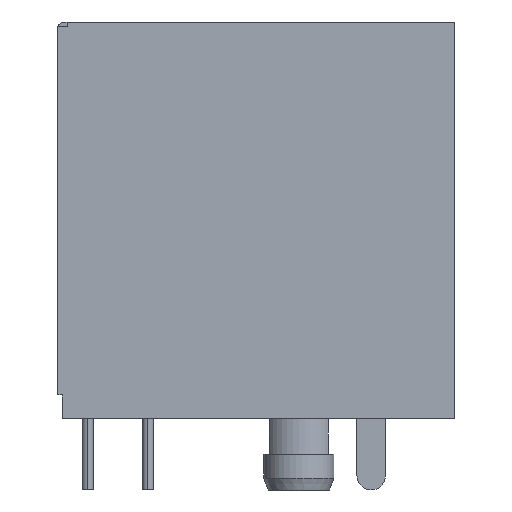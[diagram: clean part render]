
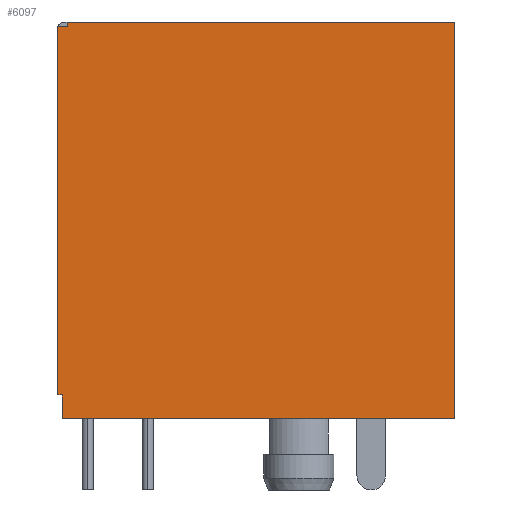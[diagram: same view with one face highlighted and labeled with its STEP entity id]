
A CAD part, left-side view. The second image highlights one B-rep face of the part: STEP entity #6097.
In plain terms, the highlighted planar face has unit normal (-1, 0, 0).
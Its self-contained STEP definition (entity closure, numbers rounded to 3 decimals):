
#176 = DIRECTION ( 'NONE',  ( -1., 0., 0. ) ) ;
#435 = DIRECTION ( 'NONE',  ( 0., 0., -1. ) ) ;
#445 = VECTOR ( 'NONE', #19036, 1000. ) ;
#478 = EDGE_CURVE ( 'NONE', #22741, #23158, #18912, .T. ) ;
#627 = LINE ( 'NONE', #11545, #445 ) ;
#719 = VECTOR ( 'NONE', #7485, 1000. ) ;
#748 = CARTESIAN_POINT ( 'NONE',  ( -8.015, 8.35, 1.05 ) ) ;
#1218 = ORIENTED_EDGE ( 'NONE', *, *, #21327, .T. ) ;
#2118 = CARTESIAN_POINT ( 'NONE',  ( -8.015, 8.35, 5.05 ) ) ;
#2558 = ORIENTED_EDGE ( 'NONE', *, *, #15253, .T. ) ;
#2605 = LINE ( 'NONE', #748, #11638 ) ;
#2652 = VECTOR ( 'NONE', #12732, 1000. ) ;
#2715 = CARTESIAN_POINT ( 'NONE',  ( -8.015, -8.35, 0.06 ) ) ;
#2748 = VERTEX_POINT ( 'NONE', #4512 ) ;
#2879 = VECTOR ( 'NONE', #435, 1000. ) ;
#3852 = CARTESIAN_POINT ( 'NONE',  ( -8.015, 8.15, 1.05 ) ) ;
#4378 = VECTOR ( 'NONE', #9632, 1000. ) ;
#4512 = CARTESIAN_POINT ( 'NONE',  ( -8.015, 7.95, 16.75 ) ) ;
#4812 = EDGE_CURVE ( 'NONE', #2748, #17479, #10788, .T. ) ;
#6054 = VERTEX_POINT ( 'NONE', #3852 ) ;
#6097 = ADVANCED_FACE ( 'NONE', ( #19161 ), #15864, .F. ) ;
#6122 = VERTEX_POINT ( 'NONE', #2715 ) ;
#6140 = ORIENTED_EDGE ( 'NONE', *, *, #4812, .F. ) ;
#6543 = DIRECTION ( 'NONE',  ( 1., 0., 0. ) ) ;
#6785 = VERTEX_POINT ( 'NONE', #12299 ) ;
#7328 = VERTEX_POINT ( 'NONE', #20735 ) ;
#7430 = DIRECTION ( 'NONE',  ( 0., 0., -1. ) ) ;
#7454 = EDGE_CURVE ( 'NONE', #7328, #6122, #23188, .T. ) ;
#7485 = DIRECTION ( 'NONE',  ( 0., 0., -1. ) ) ;
#8334 = CARTESIAN_POINT ( 'NONE',  ( -8.015, -8.35, 16.75 ) ) ;
#8554 = VECTOR ( 'NONE', #12115, 1000. ) ;
#9010 = EDGE_CURVE ( 'NONE', #22741, #6054, #2605, .T. ) ;
#9357 = ORIENTED_EDGE ( 'NONE', *, *, #22424, .F. ) ;
#9632 = DIRECTION ( 'NONE',  ( 0., 0., 1. ) ) ;
#9802 = LINE ( 'NONE', #17261, #2879 ) ;
#10788 = LINE ( 'NONE', #22298, #15499 ) ;
#10843 = EDGE_CURVE ( 'NONE', #6054, #7328, #627, .T. ) ;
#11167 = AXIS2_PLACEMENT_3D ( 'NONE', #22986, #6543, #21245 ) ;
#11545 = CARTESIAN_POINT ( 'NONE',  ( -8.015, 8.15, 16.54 ) ) ;
#11638 = VECTOR ( 'NONE', #12266, 1000. ) ;
#12115 = DIRECTION ( 'NONE',  ( 0., -1., 0. ) ) ;
#12266 = DIRECTION ( 'NONE',  ( 0., -1., 0. ) ) ;
#12299 = CARTESIAN_POINT ( 'NONE',  ( -8.015, 8.336, 16.54 ) ) ;
#12732 = DIRECTION ( 'NONE',  ( 0., -1., 0. ) ) ;
#12836 = DIRECTION ( 'NONE',  ( 0., -1., 0. ) ) ;
#13404 = ORIENTED_EDGE ( 'NONE', *, *, #478, .F. ) ;
#14096 = EDGE_CURVE ( 'NONE', #17479, #6122, #14821, .T. ) ;
#14122 = EDGE_LOOP ( 'NONE', ( #9357, #2558, #13404, #21093, #23938, #23405, #17771, #6140, #1218 ) ) ;
#14821 = LINE ( 'NONE', #15069, #719 ) ;
#15069 = CARTESIAN_POINT ( 'NONE',  ( -8.015, -8.35, 16.75 ) ) ;
#15137 = CARTESIAN_POINT ( 'NONE',  ( -8.015, 8.05, 16.45 ) ) ;
#15253 = EDGE_CURVE ( 'NONE', #6785, #23158, #22125, .T. ) ;
#15499 = VECTOR ( 'NONE', #12836, 1000. ) ;
#15864 = PLANE ( 'NONE',  #11167 ) ;
#17034 = LINE ( 'NONE', #18635, #2652 ) ;
#17261 = CARTESIAN_POINT ( 'NONE',  ( -8.015, 7.95, 16.75 ) ) ;
#17440 = CARTESIAN_POINT ( 'NONE',  ( -8.015, 8.15, 0.06 ) ) ;
#17479 = VERTEX_POINT ( 'NONE', #8334 ) ;
#17771 = ORIENTED_EDGE ( 'NONE', *, *, #14096, .F. ) ;
#18353 = CARTESIAN_POINT ( 'NONE',  ( -8.015, 7.95, 16.54 ) ) ;
#18635 = CARTESIAN_POINT ( 'NONE',  ( -8.015, 8.35, 16.54 ) ) ;
#18912 = LINE ( 'NONE', #2118, #4378 ) ;
#19032 = CARTESIAN_POINT ( 'NONE',  ( -8.015, 8.35, 16.45 ) ) ;
#19036 = DIRECTION ( 'NONE',  ( 0., 0., -1. ) ) ;
#19161 = FACE_OUTER_BOUND ( 'NONE', #14122, .T. ) ;
#19655 = VERTEX_POINT ( 'NONE', #18353 ) ;
#20205 = CARTESIAN_POINT ( 'NONE',  ( -8.015, 8.35, 1.05 ) ) ;
#20735 = CARTESIAN_POINT ( 'NONE',  ( -8.015, 8.15, 0.06 ) ) ;
#21093 = ORIENTED_EDGE ( 'NONE', *, *, #9010, .T. ) ;
#21245 = DIRECTION ( 'NONE',  ( 0., 0., -1. ) ) ;
#21327 = EDGE_CURVE ( 'NONE', #2748, #19655, #9802, .T. ) ;
#22125 = CIRCLE ( 'NONE', #24076, 0.3 ) ;
#22298 = CARTESIAN_POINT ( 'NONE',  ( -8.015, -8.35, 16.75 ) ) ;
#22424 = EDGE_CURVE ( 'NONE', #6785, #19655, #17034, .T. ) ;
#22741 = VERTEX_POINT ( 'NONE', #20205 ) ;
#22986 = CARTESIAN_POINT ( 'NONE',  ( -8.015, -8.35, 16.75 ) ) ;
#23158 = VERTEX_POINT ( 'NONE', #19032 ) ;
#23188 = LINE ( 'NONE', #17440, #8554 ) ;
#23405 = ORIENTED_EDGE ( 'NONE', *, *, #7454, .T. ) ;
#23938 = ORIENTED_EDGE ( 'NONE', *, *, #10843, .T. ) ;
#24076 = AXIS2_PLACEMENT_3D ( 'NONE', #15137, #176, #7430 ) ;
